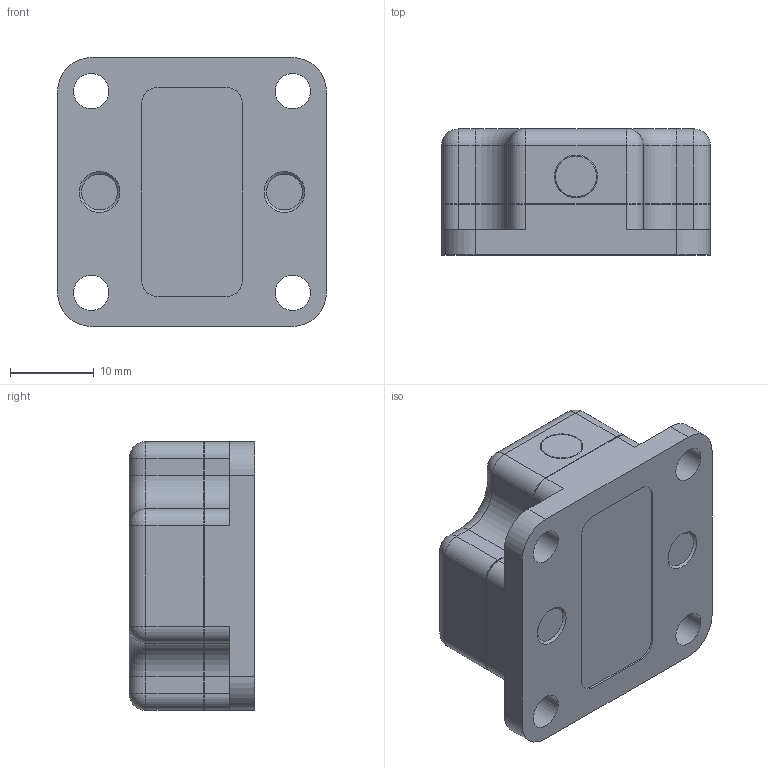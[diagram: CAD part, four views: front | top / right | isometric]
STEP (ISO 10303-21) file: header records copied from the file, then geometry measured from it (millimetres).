
FILE_DESCRIPTION(/* description */ (''),/* implementation_level */ '2;1');
FILE_NAME(/* name */ '45-2007_pressed.stp',/* time_stamp */ '2015-10-15T09:55:09-04:00',/* author */ ('Colton Mehlhoff'),/* organization */ (''),/* preprocessor_version */ 'ST-DEVELOPER v15.6',/* originating_system */ 'Autodesk Inventor 2015',/* authorisation */ '');
FILE_SCHEMA (('AUTOMOTIVE_DESIGN { 1 0 10303 214 3 1 1 }'));
Length unit declared in the file: centimetre
Products named in the file (1): 45-2007_pressed
Bounding box: 32 x 15 x 32 mm (x, y, z)
Volume: 11984.3 mm3; surface area: 3742 mm2
Topology: 1 solids, 1 shells, 127 faces, 303 edges, 183 vertices
Faces by surface type: plane 51, cylinder 49, cone 15, sphere 8, torus 4
Full cylindrical faces by diameter (mm): 4.2 x4, 5.1 x1
Entity records: 3788 total; most frequent: DIRECTION 670, CARTESIAN_POINT 606, ORIENTED_EDGE 590, EDGE_CURVE 295, AXIS2_PLACEMENT_3D 247, VERTEX_POINT 183, LINE 176, VECTOR 176
